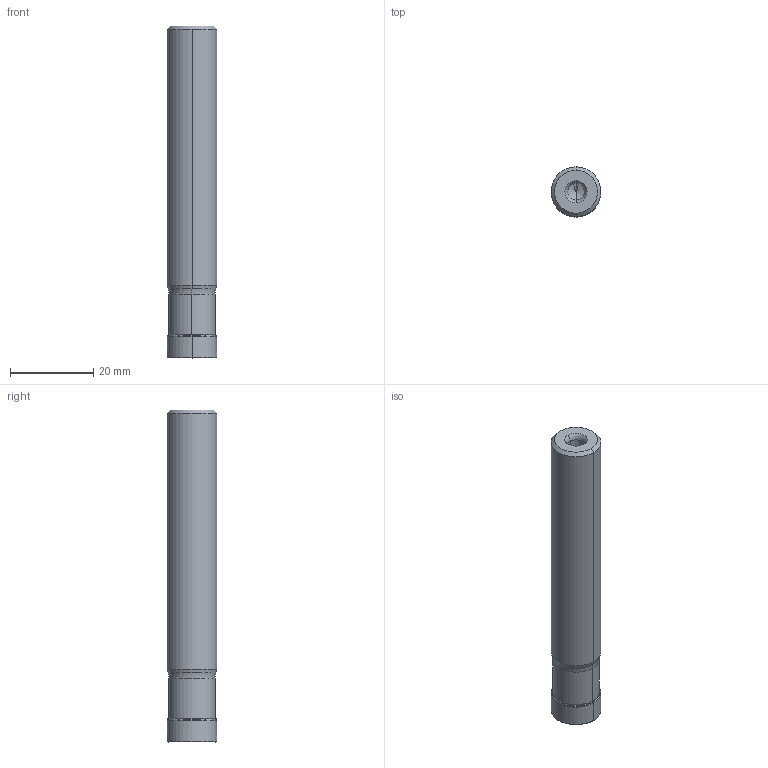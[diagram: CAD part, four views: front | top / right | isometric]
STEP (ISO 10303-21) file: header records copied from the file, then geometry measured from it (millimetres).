
FILE_DESCRIPTION((''),'2;1');
FILE_NAME('12J1A012015T2R00','2020-04-08T',('poussios'),(''),'CREO PARAMETRIC BY PTC INC, 2017020','CREO PARAMETRIC BY PTC INC, 2017020','');
FILE_SCHEMA(('AUTOMOTIVE_DESIGN { 1 0 10303 214 1 1 1 1 }'));
Length unit declared in the file: millimetre
Products named in the file (3): NOCUT; CUT; 12J1A012015T2R00
Assembly tree (2 placements, depth 2):
  12J1A012015T2R00
    NOCUT
    CUT
Bounding box: 12 x 12 x 80 mm (x, y, z)
Volume: 8331.6 mm3; surface area: 4367.9 mm2
Topology: 2 solids, 2 shells, 58 faces, 131 edges, 91 vertices
Faces by surface type: revolution 28, torus 10, cylinder 8, cone 8, plane 4
Entity records: 4986 total; most frequent: CARTESIAN_POINT 2453, DIRECTION 297, ORIENTED_EDGE 228, PRESENTATION_STYLE_ASSIGNMENT 147, STYLED_ITEM 147, CURVE_STYLE 145, AXIS2_PLACEMENT_3D 124, EDGE_CURVE 114
